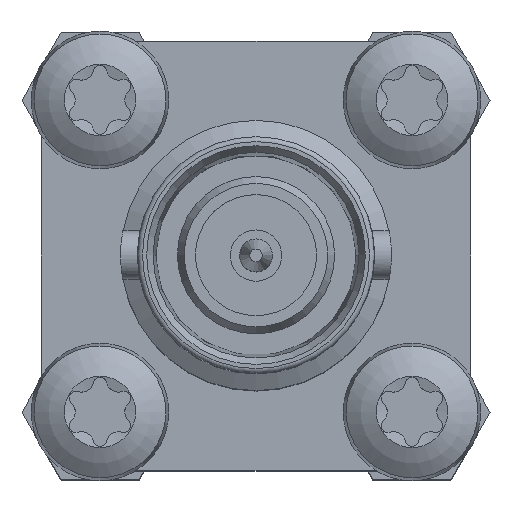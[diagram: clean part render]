
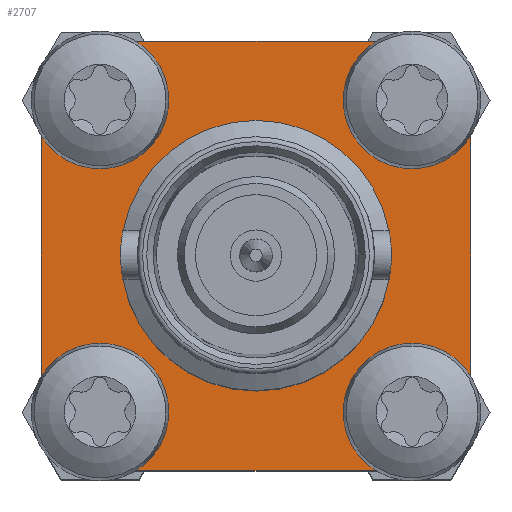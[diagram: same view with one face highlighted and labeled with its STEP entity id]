
A CAD part, top view. The second image highlights one B-rep face of the part: STEP entity #2707.
In plain terms, the highlighted planar face has unit normal (0, 0, 1).
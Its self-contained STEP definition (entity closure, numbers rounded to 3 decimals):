
#159=PLANE('',#2957);
#244=LINE('',#4182,#386);
#248=LINE('',#4194,#390);
#252=LINE('',#4206,#394);
#256=LINE('',#4217,#398);
#386=VECTOR('',#3324,14.5);
#390=VECTOR('',#3336,14.5);
#394=VECTOR('',#3348,14.5);
#398=VECTOR('',#3360,14.5);
#530=FACE_BOUND('',#839,.T.);
#531=FACE_BOUND('',#840,.T.);
#532=FACE_BOUND('',#841,.T.);
#533=FACE_BOUND('',#842,.T.);
#628=FACE_OUTER_BOUND('',#838,.T.);
#838=EDGE_LOOP('',(#1933,#1934,#1935,#1936,#1937,#1938,#1939,#1940));
#839=EDGE_LOOP('',(#1941));
#840=EDGE_LOOP('',(#1942));
#841=EDGE_LOOP('',(#1943));
#842=EDGE_LOOP('',(#1944));
#1118=CIRCLE('',#2930,1.575);
#1120=CIRCLE('',#2933,1.575);
#1123=CIRCLE('',#2937,1.575);
#1125=CIRCLE('',#2940,1.575);
#1126=CIRCLE('',#2942,1.497);
#1128=CIRCLE('',#2946,1.5);
#1130=CIRCLE('',#2950,1.5);
#1132=CIRCLE('',#2954,1.5);
#1271=VERTEX_POINT('',#4152);
#1273=VERTEX_POINT('',#4157);
#1276=VERTEX_POINT('',#4164);
#1278=VERTEX_POINT('',#4169);
#1279=VERTEX_POINT('',#4172);
#1280=VERTEX_POINT('',#4173);
#1283=VERTEX_POINT('',#4181);
#1285=VERTEX_POINT('',#4187);
#1287=VERTEX_POINT('',#4193);
#1289=VERTEX_POINT('',#4199);
#1291=VERTEX_POINT('',#4205);
#1293=VERTEX_POINT('',#4211);
#1539=EDGE_CURVE('',#1271,#1271,#1118,.T.);
#1541=EDGE_CURVE('',#1273,#1273,#1120,.T.);
#1544=EDGE_CURVE('',#1276,#1276,#1123,.T.);
#1546=EDGE_CURVE('',#1278,#1278,#1125,.T.);
#1547=EDGE_CURVE('',#1279,#1280,#1126,.T.);
#1551=EDGE_CURVE('',#1280,#1283,#244,.T.);
#1554=EDGE_CURVE('',#1283,#1285,#1128,.T.);
#1557=EDGE_CURVE('',#1285,#1287,#248,.T.);
#1560=EDGE_CURVE('',#1287,#1289,#1130,.T.);
#1563=EDGE_CURVE('',#1289,#1291,#252,.T.);
#1566=EDGE_CURVE('',#1291,#1293,#1132,.T.);
#1569=EDGE_CURVE('',#1293,#1279,#256,.T.);
#1933=ORIENTED_EDGE('',*,*,#1569,.T.);
#1934=ORIENTED_EDGE('',*,*,#1547,.T.);
#1935=ORIENTED_EDGE('',*,*,#1551,.T.);
#1936=ORIENTED_EDGE('',*,*,#1554,.T.);
#1937=ORIENTED_EDGE('',*,*,#1557,.T.);
#1938=ORIENTED_EDGE('',*,*,#1560,.T.);
#1939=ORIENTED_EDGE('',*,*,#1563,.T.);
#1940=ORIENTED_EDGE('',*,*,#1566,.T.);
#1941=ORIENTED_EDGE('',*,*,#1539,.T.);
#1942=ORIENTED_EDGE('',*,*,#1541,.T.);
#1943=ORIENTED_EDGE('',*,*,#1544,.T.);
#1944=ORIENTED_EDGE('',*,*,#1546,.T.);
#2707=ADVANCED_FACE('',(#628,#530,#531,#532,#533),#159,.T.);
#2930=AXIS2_PLACEMENT_3D('',#4153,#3292,#3293);
#2933=AXIS2_PLACEMENT_3D('',#4158,#3298,#3299);
#2937=AXIS2_PLACEMENT_3D('',#4165,#3306,#3307);
#2940=AXIS2_PLACEMENT_3D('',#4170,#3312,#3313);
#2942=AXIS2_PLACEMENT_3D('',#4174,#3316,#3317);
#2946=AXIS2_PLACEMENT_3D('',#4188,#3329,#3330);
#2950=AXIS2_PLACEMENT_3D('',#4200,#3341,#3342);
#2954=AXIS2_PLACEMENT_3D('',#4212,#3353,#3354);
#2957=AXIS2_PLACEMENT_3D('',#4219,#3362,#3363);
#3292=DIRECTION('center_axis',(0.,0.,-1.));
#3293=DIRECTION('ref_axis',(1.,0.,0.));
#3298=DIRECTION('center_axis',(0.,0.,-1.));
#3299=DIRECTION('ref_axis',(1.,0.,0.));
#3306=DIRECTION('center_axis',(0.,0.,-1.));
#3307=DIRECTION('ref_axis',(1.,0.,0.));
#3312=DIRECTION('center_axis',(0.,0.,-1.));
#3313=DIRECTION('ref_axis',(1.,0.,0.));
#3316=DIRECTION('center_axis',(0.,0.,1.));
#3317=DIRECTION('ref_axis',(1.,-0.002,0.));
#3324=DIRECTION('',(-1.,0.,0.));
#3329=DIRECTION('center_axis',(0.,0.,1.));
#3330=DIRECTION('ref_axis',(0.,1.,0.));
#3336=DIRECTION('',(0.,-1.,0.));
#3341=DIRECTION('center_axis',(0.,0.,1.));
#3342=DIRECTION('ref_axis',(-1.,0.,0.));
#3348=DIRECTION('',(1.,0.,0.));
#3353=DIRECTION('center_axis',(0.,0.,1.));
#3354=DIRECTION('ref_axis',(0.,-1.,0.));
#3360=DIRECTION('',(0.,1.,0.));
#3362=DIRECTION('center_axis',(0.,0.,1.));
#3363=DIRECTION('ref_axis',(1.,0.,0.));
#4152=CARTESIAN_POINT('',(7.925,-6.35,19.55));
#4153=CARTESIAN_POINT('Origin',(6.35,-6.35,19.55));
#4157=CARTESIAN_POINT('',(-4.775,6.35,19.55));
#4158=CARTESIAN_POINT('Origin',(-6.35,6.35,19.55));
#4164=CARTESIAN_POINT('',(7.925,6.35,19.55));
#4165=CARTESIAN_POINT('Origin',(6.35,6.35,19.55));
#4169=CARTESIAN_POINT('',(-4.775,-6.35,19.55));
#4170=CARTESIAN_POINT('Origin',(-6.35,-6.35,19.55));
#4172=CARTESIAN_POINT('',(8.75,7.25,19.55));
#4173=CARTESIAN_POINT('',(7.25,8.75,19.55));
#4174=CARTESIAN_POINT('Origin',(7.253,7.253,19.55));
#4181=CARTESIAN_POINT('',(-7.25,8.75,19.55));
#4182=CARTESIAN_POINT('',(7.25,8.75,19.55));
#4187=CARTESIAN_POINT('',(-8.75,7.25,19.55));
#4188=CARTESIAN_POINT('Origin',(-7.25,7.25,19.55));
#4193=CARTESIAN_POINT('',(-8.75,-7.25,19.55));
#4194=CARTESIAN_POINT('',(-8.75,7.25,19.55));
#4199=CARTESIAN_POINT('',(-7.25,-8.75,19.55));
#4200=CARTESIAN_POINT('Origin',(-7.25,-7.25,19.55));
#4205=CARTESIAN_POINT('',(7.25,-8.75,19.55));
#4206=CARTESIAN_POINT('',(-7.25,-8.75,19.55));
#4211=CARTESIAN_POINT('',(8.75,-7.25,19.55));
#4212=CARTESIAN_POINT('Origin',(7.25,-7.25,19.55));
#4217=CARTESIAN_POINT('',(8.75,-7.25,19.55));
#4219=CARTESIAN_POINT('Origin',(0.,0.,
19.55));
